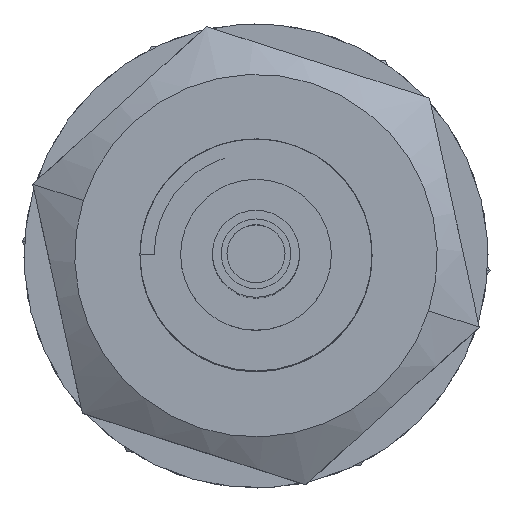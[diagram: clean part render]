
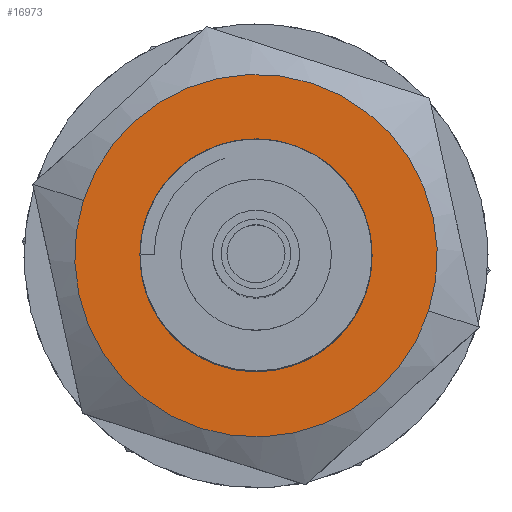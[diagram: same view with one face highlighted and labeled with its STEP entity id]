
A CAD part, top view. The second image highlights one B-rep face of the part: STEP entity #16973.
In plain terms, the highlighted planar face has unit normal (0, 0, 1).
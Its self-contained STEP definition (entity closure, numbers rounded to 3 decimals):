
#227 = EDGE_CURVE ( 'NONE', #24900, #2795, #4630, .T. ) ;
#826 = DIRECTION ( 'NONE',  ( -1., 0., 0. ) ) ;
#2087 = DIRECTION ( 'NONE',  ( -1., 0., 0. ) ) ;
#2795 = VERTEX_POINT ( 'NONE', #18527 ) ;
#3088 = EDGE_CURVE ( 'NONE', #2795, #24900, #7777, .T. ) ;
#4630 = CIRCLE ( 'NONE', #11000, 1.841 ) ;
#5829 = ORIENTED_EDGE ( 'NONE', *, *, #26917, .F. ) ;
#6498 = EDGE_LOOP ( 'NONE', ( #8737, #5829 ) ) ;
#7777 = CIRCLE ( 'NONE', #8408, 1.841 ) ;
#8388 = CARTESIAN_POINT ( 'NONE',  ( -2.021, -3.5, 0. ) ) ;
#8408 = AXIS2_PLACEMENT_3D ( 'NONE', #17481, #15464, #13336 ) ;
#8677 = AXIS2_PLACEMENT_3D ( 'NONE', #8388, #14355, #2087 ) ;
#8737 = ORIENTED_EDGE ( 'NONE', *, *, #14134, .F. ) ;
#10435 = CARTESIAN_POINT ( 'NONE',  ( 1.841, 0., 0. ) ) ;
#10913 = CARTESIAN_POINT ( 'NONE',  ( -3.125, 0., 0. ) ) ;
#10995 = CARTESIAN_POINT ( 'NONE',  ( 0., 0., 0. ) ) ;
#11000 = AXIS2_PLACEMENT_3D ( 'NONE', #10995, #25785, #826 ) ;
#12540 = VERTEX_POINT ( 'NONE', #10913 ) ;
#13336 = DIRECTION ( 'NONE',  ( -1., 0., 0. ) ) ;
#13481 = ORIENTED_EDGE ( 'NONE', *, *, #227, .T. ) ;
#13892 = FACE_BOUND ( 'NONE', #20094, .T. ) ;
#14030 = DIRECTION ( 'NONE',  ( 0., 0., -1. ) ) ;
#14125 = DIRECTION ( 'NONE',  ( -1., 0., 0. ) ) ;
#14134 = EDGE_CURVE ( 'NONE', #12540, #16774, #20896, .T. ) ;
#14355 = DIRECTION ( 'NONE',  ( 0., 0., -1. ) ) ;
#15464 = DIRECTION ( 'NONE',  ( 0., 0., -1. ) ) ;
#16211 = AXIS2_PLACEMENT_3D ( 'NONE', #26767, #14030, #14125 ) ;
#16774 = VERTEX_POINT ( 'NONE', #24082 ) ;
#16973 = ADVANCED_FACE ( 'NONE', ( #13892, #20151 ), #22798, .F. ) ;
#17481 = CARTESIAN_POINT ( 'NONE',  ( 0., 0., 0. ) ) ;
#17928 = DIRECTION ( 'NONE',  ( -1., 0., 0. ) ) ;
#18527 = CARTESIAN_POINT ( 'NONE',  ( -1.841, 0., 0. ) ) ;
#20094 = EDGE_LOOP ( 'NONE', ( #13481, #20954 ) ) ;
#20151 = FACE_OUTER_BOUND ( 'NONE', #6498, .T. ) ;
#20896 = CIRCLE ( 'NONE', #22190, 3.125 ) ;
#20954 = ORIENTED_EDGE ( 'NONE', *, *, #3088, .T. ) ;
#22190 = AXIS2_PLACEMENT_3D ( 'NONE', #26260, #26355, #17928 ) ;
#22798 = PLANE ( 'NONE',  #8677 ) ;
#23983 = CIRCLE ( 'NONE', #16211, 3.125 ) ;
#24082 = CARTESIAN_POINT ( 'NONE',  ( 3.125, 0., 0. ) ) ;
#24900 = VERTEX_POINT ( 'NONE', #10435 ) ;
#25785 = DIRECTION ( 'NONE',  ( 0., 0., -1. ) ) ;
#26260 = CARTESIAN_POINT ( 'NONE',  ( 0., 0., 0. ) ) ;
#26355 = DIRECTION ( 'NONE',  ( 0., 0., -1. ) ) ;
#26767 = CARTESIAN_POINT ( 'NONE',  ( 0., 0., 0. ) ) ;
#26917 = EDGE_CURVE ( 'NONE', #16774, #12540, #23983, .T. ) ;
